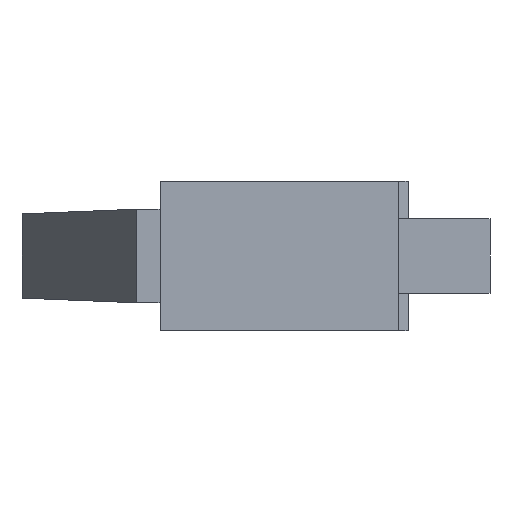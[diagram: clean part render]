
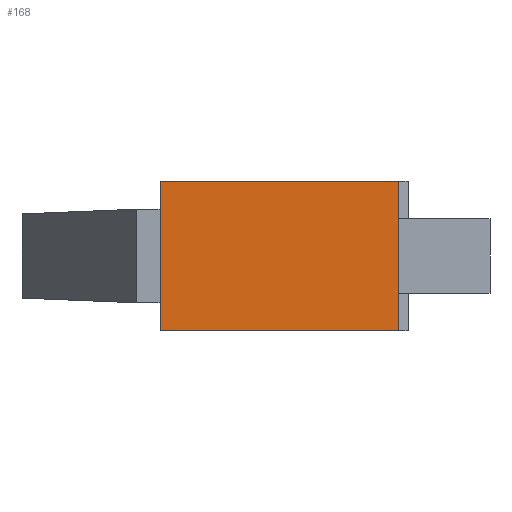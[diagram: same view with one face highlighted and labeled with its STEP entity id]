
A CAD part, left-side view. The second image highlights one B-rep face of the part: STEP entity #168.
In plain terms, the highlighted planar face has unit normal (-1, 0, 0).
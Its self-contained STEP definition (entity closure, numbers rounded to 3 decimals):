
#82 = VERTEX_POINT ( 'NONE', #670 ) ;
#114 = VERTEX_POINT ( 'NONE', #814 ) ;
#148 = EDGE_CURVE ( 'NONE', #82, #356, #1055, .T. ) ;
#168 = ADVANCED_FACE ( 'NONE', ( #1184 ), #1185, .F. ) ;
#245 = EDGE_LOOP ( 'NONE', ( #297, #294, #625, #1792 ) ) ;
#247 = EDGE_CURVE ( 'NONE', #431, #114, #471, .T. ) ;
#294 = ORIENTED_EDGE ( 'NONE', *, *, #937, .F. ) ;
#297 = ORIENTED_EDGE ( 'NONE', *, *, #148, .T. ) ;
#356 = VERTEX_POINT ( 'NONE', #763 ) ;
#431 = VERTEX_POINT ( 'NONE', #786 ) ;
#471 = LINE ( 'NONE', #472, #473 ) ;
#472 = CARTESIAN_POINT ( 'NONE',  ( -14.6, -2.5, 3.2 ) ) ;
#473 = VECTOR ( 'NONE', #474, 1000. ) ;
#474 = DIRECTION ( 'NONE',  ( 0., -1., 0. ) ) ;
#625 = ORIENTED_EDGE ( 'NONE', *, *, #247, .F. ) ;
#670 = CARTESIAN_POINT ( 'NONE',  ( -14.6, 7.7, -3.2 ) ) ;
#763 = CARTESIAN_POINT ( 'NONE',  ( -14.6, -2.5, -3.2 ) ) ;
#786 = CARTESIAN_POINT ( 'NONE',  ( -14.6, 7.7, 3.2 ) ) ;
#814 = CARTESIAN_POINT ( 'NONE',  ( -14.6, -2.5, 3.2 ) ) ;
#891 = LINE ( 'NONE', #892, #893 ) ;
#892 = CARTESIAN_POINT ( 'NONE',  ( -14.6, 7.7, 3.2 ) ) ;
#893 = VECTOR ( 'NONE', #894, 1000. ) ;
#894 = DIRECTION ( 'NONE',  ( 0., 0., -1. ) ) ;
#937 = EDGE_CURVE ( 'NONE', #114, #356, #1036, .T. ) ;
#1036 = LINE ( 'NONE', #1037, #1038 ) ;
#1037 = CARTESIAN_POINT ( 'NONE',  ( -14.6, -2.5, 3.2 ) ) ;
#1038 = VECTOR ( 'NONE', #1039, 1000. ) ;
#1039 = DIRECTION ( 'NONE',  ( 0., 0., -1. ) ) ;
#1055 = LINE ( 'NONE', #1056, #1057 ) ;
#1056 = CARTESIAN_POINT ( 'NONE',  ( -14.6, -2.5, -3.2 ) ) ;
#1057 = VECTOR ( 'NONE', #1058, 1000. ) ;
#1058 = DIRECTION ( 'NONE',  ( 0., -1., 0. ) ) ;
#1184 = FACE_OUTER_BOUND ( 'NONE', #245, .T. ) ;
#1185 = PLANE ( 'NONE',  #1186 ) ;
#1186 = AXIS2_PLACEMENT_3D ( 'NONE', #1187, #1188, #1189 ) ;
#1187 = CARTESIAN_POINT ( 'NONE',  ( -14.6, -2.5, 3.2 ) ) ;
#1188 = DIRECTION ( 'NONE',  ( 1., 0., 0. ) ) ;
#1189 = DIRECTION ( 'NONE',  ( 0., 1., 0. ) ) ;
#1716 = EDGE_CURVE ( 'NONE', #431, #82, #891, .T. ) ;
#1792 = ORIENTED_EDGE ( 'NONE', *, *, #1716, .T. ) ;
